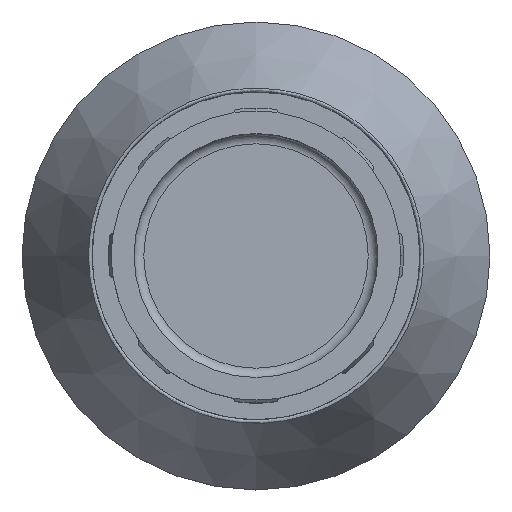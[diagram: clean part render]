
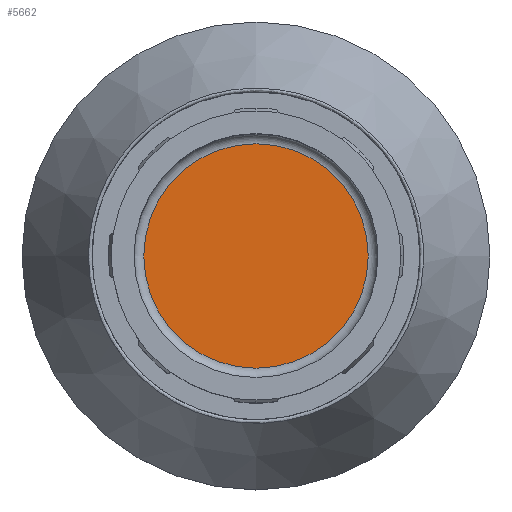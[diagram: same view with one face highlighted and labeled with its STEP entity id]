
A CAD part, top view. The second image highlights one B-rep face of the part: STEP entity #5662.
In plain terms, the highlighted planar face has unit normal (0, 0, 1).
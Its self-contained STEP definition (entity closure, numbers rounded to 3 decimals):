
#5594 = TOROIDAL_SURFACE('',#5595,11.5,1.);
#5595 = AXIS2_PLACEMENT_3D('',#5596,#5597,#5598);
#5596 = CARTESIAN_POINT('',(0.,0.,3.));
#5597 = DIRECTION('',(0.,0.,-1.));
#5598 = DIRECTION('',(-1.,0.,0.));
#5612 = VERTEX_POINT('',#5613);
#5613 = CARTESIAN_POINT('',(-11.5,0.,2.));
#5635 = EDGE_CURVE('',#5612,#5612,#5636,.T.);
#5636 = SURFACE_CURVE('',#5637,(#5642,#5649),.PCURVE_S1.);
#5637 = CIRCLE('',#5638,11.5);
#5638 = AXIS2_PLACEMENT_3D('',#5639,#5640,#5641);
#5639 = CARTESIAN_POINT('',(0.,0.,2.));
#5640 = DIRECTION('',(0.,0.,1.));
#5641 = DIRECTION('',(-1.,0.,0.));
#5642 = PCURVE('',#5594,#5643);
#5643 = DEFINITIONAL_REPRESENTATION('',(#5644),#5648);
#5644 = LINE('',#5645,#5646);
#5645 = CARTESIAN_POINT('',(-0.,1.571));
#5646 = VECTOR('',#5647,1.);
#5647 = DIRECTION('',(-1.,0.));
#5648 = ( GEOMETRIC_REPRESENTATION_CONTEXT(2) 
PARAMETRIC_REPRESENTATION_CONTEXT() REPRESENTATION_CONTEXT('2D SPACE',''
  ) );
#5649 = PCURVE('',#5650,#5655);
#5650 = PLANE('',#5651);
#5651 = AXIS2_PLACEMENT_3D('',#5652,#5653,#5654);
#5652 = CARTESIAN_POINT('',(0.,0.,2.));
#5653 = DIRECTION('',(0.,0.,1.));
#5654 = DIRECTION('',(-1.,0.,0.));
#5655 = DEFINITIONAL_REPRESENTATION('',(#5656),#5660);
#5656 = CIRCLE('',#5657,11.5);
#5657 = AXIS2_PLACEMENT_2D('',#5658,#5659);
#5658 = CARTESIAN_POINT('',(0.,0.));
#5659 = DIRECTION('',(1.,0.));
#5660 = ( GEOMETRIC_REPRESENTATION_CONTEXT(2) 
PARAMETRIC_REPRESENTATION_CONTEXT() REPRESENTATION_CONTEXT('2D SPACE',''
  ) );
#5662 = ADVANCED_FACE('',(#5663),#5650,.T.);
#5663 = FACE_BOUND('',#5664,.T.);
#5664 = EDGE_LOOP('',(#5665));
#5665 = ORIENTED_EDGE('',*,*,#5635,.T.);
